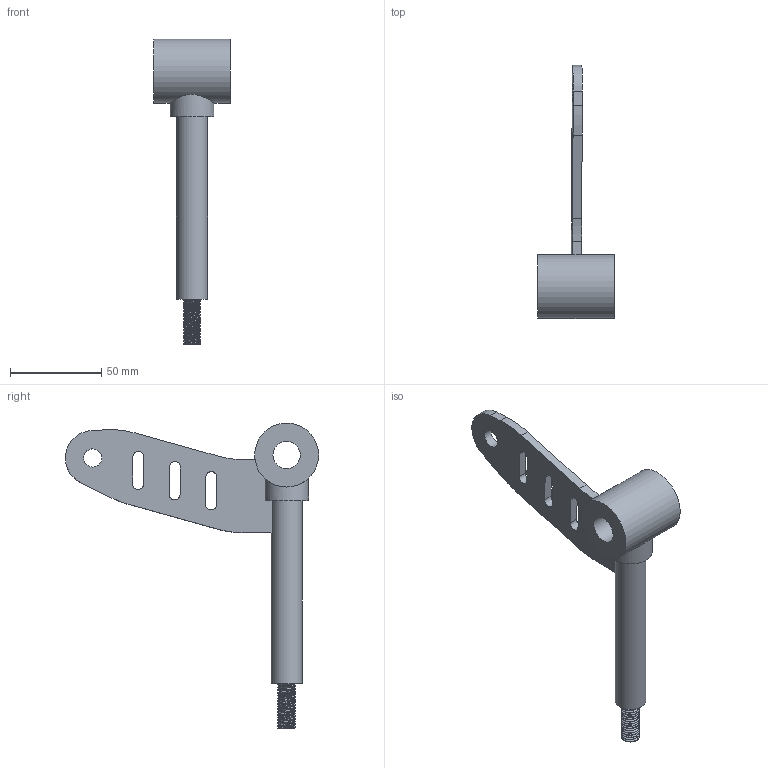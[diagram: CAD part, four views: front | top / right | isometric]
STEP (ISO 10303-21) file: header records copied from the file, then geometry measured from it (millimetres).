
FILE_DESCRIPTION(/* description */ (''),/* implementation_level */ '2;1');
FILE_NAME(/* name */ 'stub axle.step',/* time_stamp */ '2023-02-24T19:49:59+05:30',/* author */ (''),/* organization */ (''),/* preprocessor_version */ 'ST-DEVELOPER v19.2',/* originating_system */ 'Autodesk Translation Framework v11.17.0.187',/* authorisation */ '');
FILE_SCHEMA (('AUTOMOTIVE_DESIGN { 1 0 10303 214 3 1 1 }'));
Length unit declared in the file: millimetre
Products named in the file (3): new perfect stubaxle v1; new perfect stubaxle v1_1; Untitled v1
Assembly tree (2 placements, depth 3):
  new perfect stubaxle v1
    new perfect stubaxle v1_1
      Untitled v1
Bounding box: 42 x 138.65 x 167.5 mm (x, y, z)
Volume: 77845.7 mm3; surface area: 26029.9 mm2
Topology: 3 solids, 3 shells, 81 faces, 220 edges, 147 vertices
Faces by surface type: cylinder 54, plane 24, bspline 3
Full cylindrical faces by diameter (mm): 8.141 x16, 9.85 x15, 10 x1, 15 x1, 17 x2, 24 x1, 35 x1
Entity records: 14836 total; most frequent: CARTESIAN_POINT 12820, ORIENTED_EDGE 440, DIRECTION 343, EDGE_CURVE 220, VERTEX_POINT 147, AXIS2_PLACEMENT_3D 121, LINE 101, VECTOR 101
